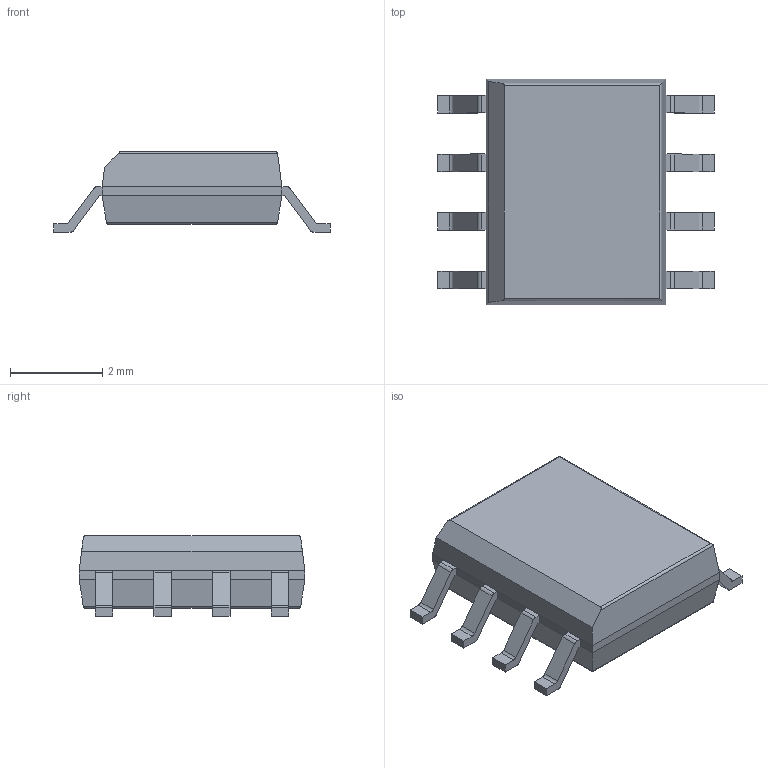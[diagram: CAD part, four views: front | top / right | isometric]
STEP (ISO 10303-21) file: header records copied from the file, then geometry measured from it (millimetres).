
FILE_DESCRIPTION( ( '' ), ' ' );
FILE_NAME( '5b6ae79f94f3160f002d9ea6.step', '2018-08-08T12:52:47', ( '' ), ( '' ), ' ', ' ', ' ' );
FILE_SCHEMA( ( 'AUTOMOTIVE_DESIGN { 1 0 10303 214 1 1 1 1 }' ) );
Length unit declared in the file: metre
Products named in the file (9): Open CASCADE STEP translator 6.8 2; Open CASCADE STEP translator 6.8 1
Bounding box: 6 x 4.9 x 1.75 mm (x, y, z)
Volume: 29.5 mm3; surface area: 75.3 mm2
Topology: 9 solids, 9 shells, 126 faces, 310 edges, 202 vertices
Faces by surface type: plane 95, cylinder 31
Entity records: 6332 total; most frequent: CARTESIAN_POINT 647, DIRECTION 636, ORIENTED_EDGE 620, STYLED_ITEM 436, PRESENTATION_STYLE_ASSIGNMENT 436, COLOUR_RGB 436, EDGE_CURVE 310, CURVE_STYLE 310
